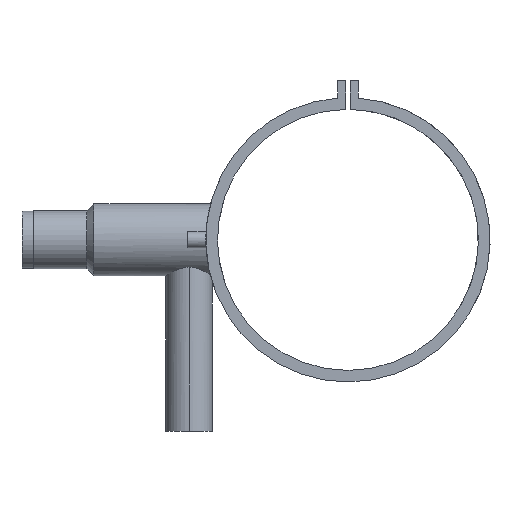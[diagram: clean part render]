
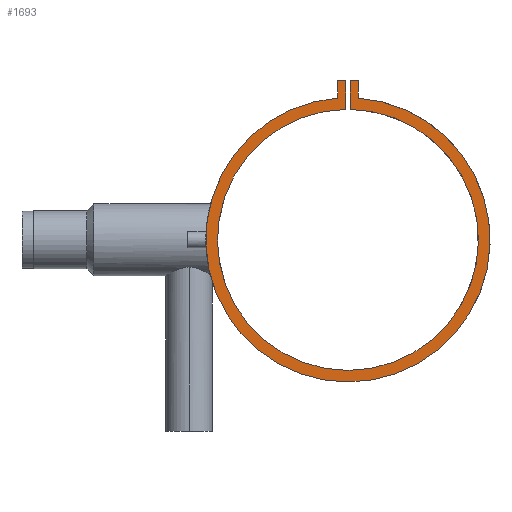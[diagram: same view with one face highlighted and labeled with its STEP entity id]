
A CAD part, left-side view. The second image highlights one B-rep face of the part: STEP entity #1693.
In plain terms, the highlighted planar face has unit normal (-1, 0, 0).
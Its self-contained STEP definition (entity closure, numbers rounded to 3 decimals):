
#26 = EDGE_CURVE ( 'NONE', #1871, #2287, #2334, .T. ) ;
#68 = CARTESIAN_POINT ( 'NONE',  ( -69., 0., 0. ) ) ;
#87 = VECTOR ( 'NONE', #1358, 1000. ) ;
#119 = CARTESIAN_POINT ( 'NONE',  ( -69., 9., 122.169 ) ) ;
#170 = CARTESIAN_POINT ( 'NONE',  ( -69., 0., 0. ) ) ;
#197 = EDGE_CURVE ( 'NONE', #1497, #998, #856, .T. ) ;
#217 = VECTOR ( 'NONE', #1232, 1000. ) ;
#250 = DIRECTION ( 'NONE',  ( 0., -1., 0. ) ) ;
#283 = VERTEX_POINT ( 'NONE', #2543 ) ;
#399 = CARTESIAN_POINT ( 'NONE',  ( -69., 9., 137.169 ) ) ;
#426 = CARTESIAN_POINT ( 'NONE',  ( -69., -9., 137.169 ) ) ;
#432 = CARTESIAN_POINT ( 'NONE',  ( -69., -9., 137.169 ) ) ;
#464 = EDGE_CURVE ( 'NONE', #735, #1497, #2522, .T. ) ;
#530 = CARTESIAN_POINT ( 'NONE',  ( -69., -2., 137.169 ) ) ;
#560 = CARTESIAN_POINT ( 'NONE',  ( -69., 2., 137.169 ) ) ;
#617 = EDGE_LOOP ( 'NONE', ( #2163, #1583, #1126, #2601, #1227, #1101, #2236, #661 ) ) ;
#661 = ORIENTED_EDGE ( 'NONE', *, *, #197, .F. ) ;
#689 = DIRECTION ( 'NONE',  ( 0., 0., -1. ) ) ;
#730 = EDGE_CURVE ( 'NONE', #772, #283, #2364, .T. ) ;
#735 = VERTEX_POINT ( 'NONE', #2164 ) ;
#746 = EDGE_CURVE ( 'NONE', #283, #1871, #757, .T. ) ;
#757 = CIRCLE ( 'NONE', #2224, 112.5 ) ;
#772 = VERTEX_POINT ( 'NONE', #873 ) ;
#790 = DIRECTION ( 'NONE',  ( 0., -1., 0. ) ) ;
#856 = LINE ( 'NONE', #1647, #2562 ) ;
#873 = CARTESIAN_POINT ( 'NONE',  ( -69., 2., 137.169 ) ) ;
#874 = DIRECTION ( 'NONE',  ( 1., 0., 0. ) ) ;
#931 = VECTOR ( 'NONE', #790, 1000. ) ;
#972 = DIRECTION ( 'NONE',  ( -1., 0., 0. ) ) ;
#998 = VERTEX_POINT ( 'NONE', #399 ) ;
#1068 = FACE_OUTER_BOUND ( 'NONE', #617, .T. ) ;
#1101 = ORIENTED_EDGE ( 'NONE', *, *, #730, .F. ) ;
#1126 = ORIENTED_EDGE ( 'NONE', *, *, #2381, .F. ) ;
#1227 = ORIENTED_EDGE ( 'NONE', *, *, #746, .F. ) ;
#1232 = DIRECTION ( 'NONE',  ( 0., 0., -1. ) ) ;
#1245 = LINE ( 'NONE', #2048, #1264 ) ;
#1264 = VECTOR ( 'NONE', #250, 1000. ) ;
#1280 = VERTEX_POINT ( 'NONE', #426 ) ;
#1332 = DIRECTION ( 'NONE',  ( 0., 0., 1. ) ) ;
#1358 = DIRECTION ( 'NONE',  ( 0., 0., -1. ) ) ;
#1372 = AXIS2_PLACEMENT_3D ( 'NONE', #1683, #2494, #689 ) ;
#1379 = AXIS2_PLACEMENT_3D ( 'NONE', #68, #874, #1666 ) ;
#1497 = VERTEX_POINT ( 'NONE', #119 ) ;
#1528 = CARTESIAN_POINT ( 'NONE',  ( -69., -2., 112.482 ) ) ;
#1571 = CARTESIAN_POINT ( 'NONE',  ( -69., -2., 137.169 ) ) ;
#1583 = ORIENTED_EDGE ( 'NONE', *, *, #1950, .F. ) ;
#1647 = CARTESIAN_POINT ( 'NONE',  ( -69., 9., 137.169 ) ) ;
#1666 = DIRECTION ( 'NONE',  ( 0., 0., -1. ) ) ;
#1683 = CARTESIAN_POINT ( 'NONE',  ( -69., 0., 0. ) ) ;
#1693 = ADVANCED_FACE ( 'NONE', ( #1068 ), #1868, .F. ) ;
#1773 = DIRECTION ( 'NONE',  ( 0., 0., -1. ) ) ;
#1790 = LINE ( 'NONE', #2594, #931 ) ;
#1868 = PLANE ( 'NONE',  #1379 ) ;
#1871 = VERTEX_POINT ( 'NONE', #1528 ) ;
#1950 = EDGE_CURVE ( 'NONE', #1280, #735, #2232, .T. ) ;
#2048 = CARTESIAN_POINT ( 'NONE',  ( -69., -2., 137.169 ) ) ;
#2135 = VECTOR ( 'NONE', #1332, 1000. ) ;
#2163 = ORIENTED_EDGE ( 'NONE', *, *, #464, .F. ) ;
#2164 = CARTESIAN_POINT ( 'NONE',  ( -69., -9., 122.169 ) ) ;
#2224 = AXIS2_PLACEMENT_3D ( 'NONE', #170, #972, #1773 ) ;
#2232 = LINE ( 'NONE', #432, #217 ) ;
#2236 = ORIENTED_EDGE ( 'NONE', *, *, #2326, .F. ) ;
#2287 = VERTEX_POINT ( 'NONE', #1571 ) ;
#2326 = EDGE_CURVE ( 'NONE', #998, #772, #1790, .T. ) ;
#2334 = LINE ( 'NONE', #530, #2135 ) ;
#2364 = LINE ( 'NONE', #560, #87 ) ;
#2381 = EDGE_CURVE ( 'NONE', #2287, #1280, #1245, .T. ) ;
#2456 = DIRECTION ( 'NONE',  ( 0., 0., 1. ) ) ;
#2494 = DIRECTION ( 'NONE',  ( 1., 0., 0. ) ) ;
#2522 = CIRCLE ( 'NONE', #1372, 122.5 ) ;
#2543 = CARTESIAN_POINT ( 'NONE',  ( -69., 2., 112.482 ) ) ;
#2562 = VECTOR ( 'NONE', #2456, 1000. ) ;
#2594 = CARTESIAN_POINT ( 'NONE',  ( -69., 9., 137.169 ) ) ;
#2601 = ORIENTED_EDGE ( 'NONE', *, *, #26, .F. ) ;
